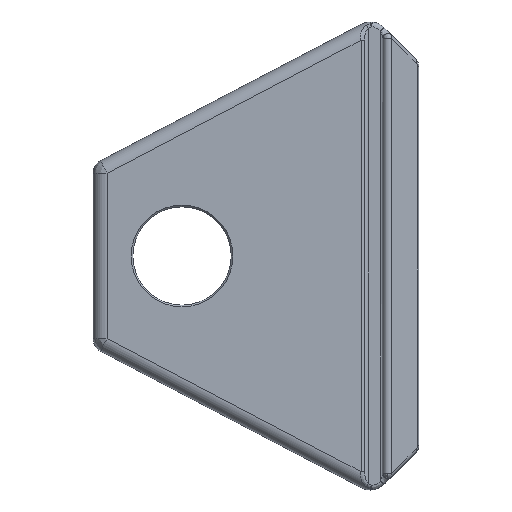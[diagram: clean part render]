
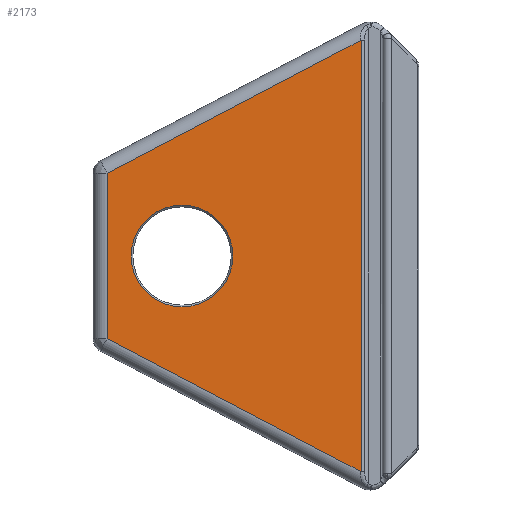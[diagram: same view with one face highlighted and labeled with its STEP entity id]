
A CAD part, left-side view. The second image highlights one B-rep face of the part: STEP entity #2173.
In plain terms, the highlighted planar face has unit normal (-1, 0, 0).
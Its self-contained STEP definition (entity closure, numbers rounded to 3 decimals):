
#6 = CARTESIAN_POINT ( 'NONE',  ( -2.75, 21.5, 0. ) ) ;
#84 = ORIENTED_EDGE ( 'NONE', *, *, #3218, .T. ) ;
#94 = CARTESIAN_POINT ( 'NONE',  ( -2.75, 2.38, 25.5 ) ) ;
#107 = VECTOR ( 'NONE', #588, 1000. ) ;
#128 = CARTESIAN_POINT ( 'NONE',  ( -2.75, 2.38, 25.5 ) ) ;
#196 = AXIS2_PLACEMENT_3D ( 'NONE', #272, #545, #848 ) ;
#272 = CARTESIAN_POINT ( 'NONE',  ( -2.75, 21.5, 0. ) ) ;
#402 = VERTEX_POINT ( 'NONE', #2159 ) ;
#438 = VERTEX_POINT ( 'NONE', #3564 ) ;
#455 = FACE_BOUND ( 'NONE', #2022, .T. ) ;
#484 = CARTESIAN_POINT ( 'NONE',  ( -2.75, 2.38, -23.04 ) ) ;
#545 = DIRECTION ( 'NONE',  ( -1., 0., 0. ) ) ;
#563 = EDGE_LOOP ( 'NONE', ( #2185, #1218, #2352, #84 ) ) ;
#588 = DIRECTION ( 'NONE',  ( 0., -0.886, -0.464 ) ) ;
#632 = DIRECTION ( 'NONE',  ( 0., 0., -1. ) ) ;
#638 = CIRCLE ( 'NONE', #2299, 5.43 ) ;
#788 = CARTESIAN_POINT ( 'NONE',  ( -2.75, 2.38, 23.04 ) ) ;
#848 = DIRECTION ( 'NONE',  ( 0., 0., -1. ) ) ;
#891 = ORIENTED_EDGE ( 'NONE', *, *, #1901, .F. ) ;
#912 = VERTEX_POINT ( 'NONE', #3517 ) ;
#920 = EDGE_CURVE ( 'NONE', #402, #912, #2257, .T. ) ;
#945 = DIRECTION ( 'NONE',  ( 0., 0., 1. ) ) ;
#946 = VECTOR ( 'NONE', #945, 1000. ) ;
#1119 = LINE ( 'NONE', #94, #946 ) ;
#1157 = CARTESIAN_POINT ( 'NONE',  ( -2.75, 22.325, -12.598 ) ) ;
#1218 = ORIENTED_EDGE ( 'NONE', *, *, #3242, .T. ) ;
#1332 = VERTEX_POINT ( 'NONE', #788 ) ;
#1354 = DIRECTION ( 'NONE',  ( -1., 0., 0. ) ) ;
#1651 = ORIENTED_EDGE ( 'NONE', *, *, #920, .F. ) ;
#1896 = LINE ( 'NONE', #3384, #3115 ) ;
#1901 = EDGE_CURVE ( 'NONE', #912, #402, #638, .T. ) ;
#2022 = EDGE_LOOP ( 'NONE', ( #1651, #891 ) ) ;
#2159 = CARTESIAN_POINT ( 'NONE',  ( -2.75, 21.5, -5.43 ) ) ;
#2173 = ADVANCED_FACE ( 'NONE', ( #455, #2772 ), #2334, .F. ) ;
#2185 = ORIENTED_EDGE ( 'NONE', *, *, #2640, .T. ) ;
#2257 = CIRCLE ( 'NONE', #196, 5.43 ) ;
#2299 = AXIS2_PLACEMENT_3D ( 'NONE', #6, #1354, #3324 ) ;
#2334 = PLANE ( 'NONE',  #3224 ) ;
#2352 = ORIENTED_EDGE ( 'NONE', *, *, #3468, .T. ) ;
#2455 = CARTESIAN_POINT ( 'NONE',  ( -2.75, 29.5, -8.842 ) ) ;
#2640 = EDGE_CURVE ( 'NONE', #3580, #3538, #2942, .T. ) ;
#2669 = DIRECTION ( 'NONE',  ( 0., -1., 0. ) ) ;
#2768 = LINE ( 'NONE', #2913, #3431 ) ;
#2772 = FACE_OUTER_BOUND ( 'NONE', #563, .T. ) ;
#2913 = CARTESIAN_POINT ( 'NONE',  ( -2.75, 1.369, 23.569 ) ) ;
#2942 = LINE ( 'NONE', #1157, #107 ) ;
#2961 = DIRECTION ( 'NONE',  ( 1., 0., 0. ) ) ;
#3115 = VECTOR ( 'NONE', #632, 1000. ) ;
#3163 = DIRECTION ( 'NONE',  ( 0., 0.886, -0.464 ) ) ;
#3218 = EDGE_CURVE ( 'NONE', #438, #3580, #1896, .T. ) ;
#3224 = AXIS2_PLACEMENT_3D ( 'NONE', #128, #2961, #2669 ) ;
#3242 = EDGE_CURVE ( 'NONE', #3538, #1332, #1119, .T. ) ;
#3324 = DIRECTION ( 'NONE',  ( 0., 0., -1. ) ) ;
#3384 = CARTESIAN_POINT ( 'NONE',  ( -2.75, 29.5, 25.5 ) ) ;
#3431 = VECTOR ( 'NONE', #3163, 1000. ) ;
#3468 = EDGE_CURVE ( 'NONE', #1332, #438, #2768, .T. ) ;
#3517 = CARTESIAN_POINT ( 'NONE',  ( -2.75, 21.5, 5.43 ) ) ;
#3538 = VERTEX_POINT ( 'NONE', #484 ) ;
#3564 = CARTESIAN_POINT ( 'NONE',  ( -2.75, 29.5, 8.842 ) ) ;
#3580 = VERTEX_POINT ( 'NONE', #2455 ) ;
